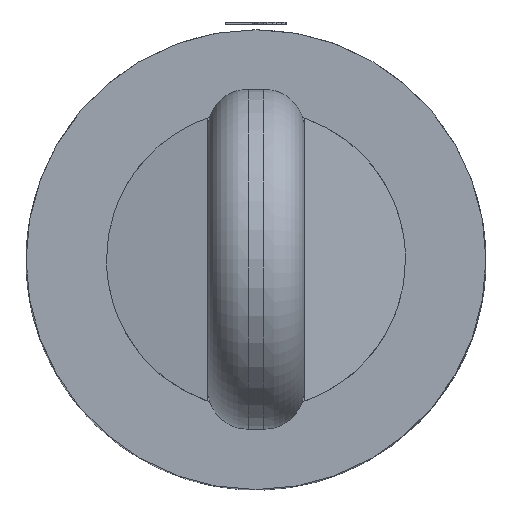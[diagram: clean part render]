
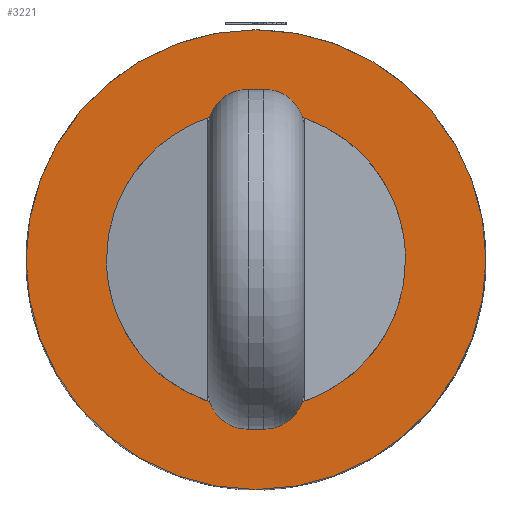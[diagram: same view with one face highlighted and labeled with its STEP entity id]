
A CAD part, top view. The second image highlights one B-rep face of the part: STEP entity #3221.
In plain terms, the highlighted planar face has unit normal (0, 0, 1).
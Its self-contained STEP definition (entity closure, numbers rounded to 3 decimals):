
#811=CARTESIAN_POINT('',(0.,0.,147.));
#812=DIRECTION('',(0.,0.,-1.));
#813=DIRECTION('',(1.,0.,0.));
#814=AXIS2_PLACEMENT_3D('',#811,#812,#813);
#816=CARTESIAN_POINT('',(0.,0.,147.));
#817=DIRECTION('',(0.,0.,-1.));
#818=DIRECTION('',(-1.,0.,0.));
#819=AXIS2_PLACEMENT_3D('',#816,#817,#818);
#821=CARTESIAN_POINT('',(0.,0.,147.));
#822=DIRECTION('',(0.,0.,1.));
#823=DIRECTION('',(-1.,0.,0.));
#824=AXIS2_PLACEMENT_3D('',#821,#822,#823);
#826=CARTESIAN_POINT('',(0.,0.,147.));
#827=DIRECTION('',(0.,0.,1.));
#828=DIRECTION('',(1.,0.,0.));
#829=AXIS2_PLACEMENT_3D('',#826,#827,#828);
#2038=CARTESIAN_POINT('',(50.,0.,147.));
#2039=VERTEX_POINT('',#2038);
#2042=CARTESIAN_POINT('',(-50.,0.,147.));
#2043=VERTEX_POINT('',#2042);
#2138=CARTESIAN_POINT('',(-32.5,0.,147.));
#2140=VERTEX_POINT('',#2138);
#2142=CARTESIAN_POINT('',(32.5,0.,147.));
#2144=VERTEX_POINT('',#2142);
#3205=CARTESIAN_POINT('',(0.,0.,147.));
#3206=DIRECTION('',(0.,0.,1.));
#3207=DIRECTION('',(1.,0.,0.));
#3208=AXIS2_PLACEMENT_3D('',#3205,#3206,#3207);
#3209=PLANE('',#3208);
#3211=ORIENTED_EDGE('',*,*,#3210,.T.);
#3212=ORIENTED_EDGE('',*,*,#3177,.T.);
#3213=EDGE_LOOP('',(#3211,#3212));
#3214=FACE_OUTER_BOUND('',#3213,.F.);
#3216=ORIENTED_EDGE('',*,*,#3215,.T.);
#3218=ORIENTED_EDGE('',*,*,#3217,.T.);
#3219=EDGE_LOOP('',(#3216,#3218));
#3220=FACE_BOUND('',#3219,.F.);
#3221=ADVANCED_FACE('',(#3214,#3220),#3209,.T.);
#815=CIRCLE('',#814,50.);
#820=CIRCLE('',#819,50.);
#825=CIRCLE('',#824,32.5);
#830=CIRCLE('',#829,32.5);
#3177=EDGE_CURVE('',#2043,#2039,#820,.T.);
#3210=EDGE_CURVE('',#2039,#2043,#815,.T.);
#3215=EDGE_CURVE('',#2140,#2144,#825,.T.);
#3217=EDGE_CURVE('',#2144,#2140,#830,.T.);
